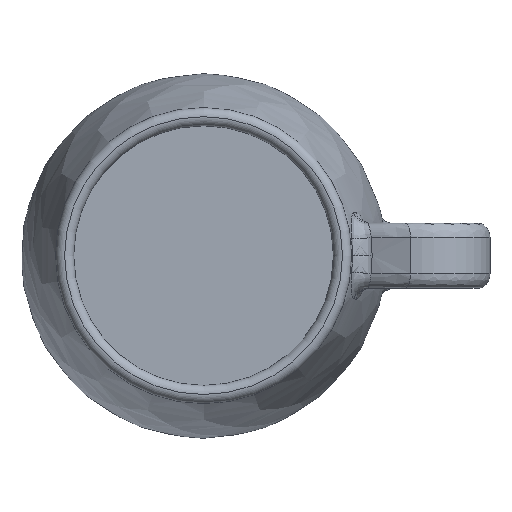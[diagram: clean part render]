
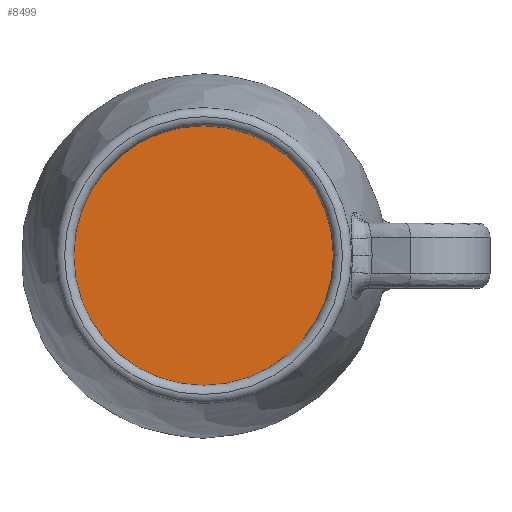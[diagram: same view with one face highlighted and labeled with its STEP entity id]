
A CAD part, top view. The second image highlights one B-rep face of the part: STEP entity #8499.
In plain terms, the highlighted planar face has unit normal (0, 0, 1).
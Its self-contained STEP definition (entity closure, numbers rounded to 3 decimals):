
#8409 = CYLINDRICAL_SURFACE('',#8410,42.5);
#8410 = AXIS2_PLACEMENT_3D('',#8411,#8412,#8413);
#8411 = CARTESIAN_POINT('',(0.,0.,5.));
#8412 = DIRECTION('',(0.,0.,1.));
#8413 = DIRECTION('',(1.,0.,-0.));
#8448 = EDGE_CURVE('',#8449,#8449,#8451,.T.);
#8449 = VERTEX_POINT('',#8450);
#8450 = CARTESIAN_POINT('',(42.5,0.,5.));
#8451 = SURFACE_CURVE('',#8452,(#8457,#8464),.PCURVE_S1.);
#8452 = CIRCLE('',#8453,42.5);
#8453 = AXIS2_PLACEMENT_3D('',#8454,#8455,#8456);
#8454 = CARTESIAN_POINT('',(0.,0.,5.));
#8455 = DIRECTION('',(0.,0.,1.));
#8456 = DIRECTION('',(1.,0.,-0.));
#8457 = PCURVE('',#8409,#8458);
#8458 = DEFINITIONAL_REPRESENTATION('',(#8459),#8463);
#8459 = LINE('',#8460,#8461);
#8460 = CARTESIAN_POINT('',(0.,0.));
#8461 = VECTOR('',#8462,1.);
#8462 = DIRECTION('',(1.,0.));
#8463 = ( GEOMETRIC_REPRESENTATION_CONTEXT(2) 
PARAMETRIC_REPRESENTATION_CONTEXT() REPRESENTATION_CONTEXT('2D SPACE',''
  ) );
#8464 = PCURVE('',#8465,#8470);
#8465 = PLANE('',#8466);
#8466 = AXIS2_PLACEMENT_3D('',#8467,#8468,#8469);
#8467 = CARTESIAN_POINT('',(0.,0.,5.));
#8468 = DIRECTION('',(0.,0.,1.));
#8469 = DIRECTION('',(1.,0.,-0.));
#8470 = DEFINITIONAL_REPRESENTATION('',(#8471),#8475);
#8471 = CIRCLE('',#8472,42.5);
#8472 = AXIS2_PLACEMENT_2D('',#8473,#8474);
#8473 = CARTESIAN_POINT('',(0.,0.));
#8474 = DIRECTION('',(1.,-0.));
#8475 = ( GEOMETRIC_REPRESENTATION_CONTEXT(2) 
PARAMETRIC_REPRESENTATION_CONTEXT() REPRESENTATION_CONTEXT('2D SPACE',''
  ) );
#8499 = ADVANCED_FACE('cavity.floor',(#8500),#8465,.T.);
#8500 = FACE_BOUND('',#8501,.F.);
#8501 = EDGE_LOOP('',(#8502));
#8502 = ORIENTED_EDGE('',*,*,#8448,.F.);
